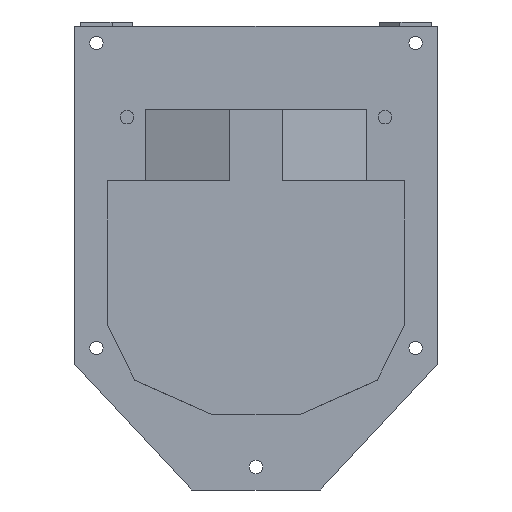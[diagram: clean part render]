
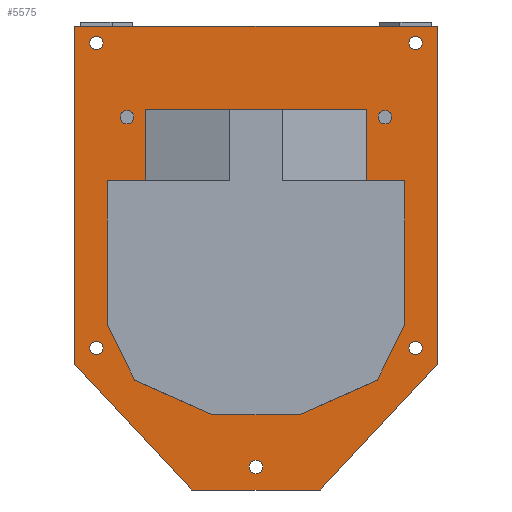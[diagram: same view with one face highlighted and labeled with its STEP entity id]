
A CAD part, front view. The second image highlights one B-rep face of the part: STEP entity #5575.
In plain terms, the highlighted planar face has unit normal (0, -1, 0).
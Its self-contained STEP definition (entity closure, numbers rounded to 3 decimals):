
#51=FACE_BOUND('',#965,.T.);
#52=FACE_BOUND('',#966,.T.);
#53=FACE_BOUND('',#967,.T.);
#54=FACE_BOUND('',#968,.T.);
#55=FACE_BOUND('',#969,.T.);
#56=FACE_BOUND('',#970,.T.);
#57=FACE_BOUND('',#971,.T.);
#58=FACE_BOUND('',#972,.T.);
#59=FACE_BOUND('',#973,.T.);
#60=FACE_BOUND('',#974,.T.);
#338=CIRCLE('',#6043,1.6);
#339=CIRCLE('',#6044,1.6);
#340=CIRCLE('',#6045,1.6);
#341=CIRCLE('',#6046,1.6);
#342=CIRCLE('',#6047,1.6);
#343=CIRCLE('',#6048,1.6);
#344=CIRCLE('',#6049,1.6);
#345=CIRCLE('',#6050,1.6);
#346=CIRCLE('',#6051,1.6);
#651=FACE_OUTER_BOUND('',#964,.T.);
#964=EDGE_LOOP('',(#4775,#4776,#4777,#4778,#4779,#4780));
#965=EDGE_LOOP('',(#4781));
#966=EDGE_LOOP('',(#4782));
#967=EDGE_LOOP('',(#4783));
#968=EDGE_LOOP('',(#4784));
#969=EDGE_LOOP('',(#4785));
#970=EDGE_LOOP('',(#4786));
#971=EDGE_LOOP('',(#4787));
#972=EDGE_LOOP('',(#4788));
#973=EDGE_LOOP('',(#4789));
#974=EDGE_LOOP('',(#4790,#4791,#4792,#4793,#4794,#4795));
#1502=LINE('',#9533,#2066);
#1503=LINE('',#9535,#2067);
#1504=LINE('',#9537,#2068);
#1505=LINE('',#9539,#2069);
#1506=LINE('',#9541,#2070);
#1507=LINE('',#9542,#2071);
#1508=LINE('',#9563,#2072);
#1509=LINE('',#9565,#2073);
#1510=LINE('',#9567,#2074);
#1511=LINE('',#9569,#2075);
#1512=LINE('',#9571,#2076);
#1513=LINE('',#9572,#2077);
#2066=VECTOR('',#7330,10.);
#2067=VECTOR('',#7331,10.);
#2068=VECTOR('',#7332,10.);
#2069=VECTOR('',#7333,10.);
#2070=VECTOR('',#7334,10.);
#2071=VECTOR('',#7335,10.);
#2072=VECTOR('',#7354,10.);
#2073=VECTOR('',#7355,10.);
#2074=VECTOR('',#7356,10.);
#2075=VECTOR('',#7357,10.);
#2076=VECTOR('',#7358,10.);
#2077=VECTOR('',#7359,10.);
#2611=VERTEX_POINT('',#9531);
#2612=VERTEX_POINT('',#9532);
#2613=VERTEX_POINT('',#9534);
#2614=VERTEX_POINT('',#9536);
#2615=VERTEX_POINT('',#9538);
#2616=VERTEX_POINT('',#9540);
#2617=VERTEX_POINT('',#9543);
#2618=VERTEX_POINT('',#9545);
#2619=VERTEX_POINT('',#9547);
#2620=VERTEX_POINT('',#9549);
#2621=VERTEX_POINT('',#9551);
#2622=VERTEX_POINT('',#9553);
#2623=VERTEX_POINT('',#9555);
#2624=VERTEX_POINT('',#9557);
#2625=VERTEX_POINT('',#9559);
#2626=VERTEX_POINT('',#9561);
#2627=VERTEX_POINT('',#9562);
#2628=VERTEX_POINT('',#9564);
#2629=VERTEX_POINT('',#9566);
#2630=VERTEX_POINT('',#9568);
#2631=VERTEX_POINT('',#9570);
#3350=EDGE_CURVE('',#2611,#2612,#1502,.T.);
#3351=EDGE_CURVE('',#2612,#2613,#1503,.T.);
#3352=EDGE_CURVE('',#2613,#2614,#1504,.T.);
#3353=EDGE_CURVE('',#2614,#2615,#1505,.T.);
#3354=EDGE_CURVE('',#2616,#2615,#1506,.T.);
#3355=EDGE_CURVE('',#2616,#2611,#1507,.T.);
#3356=EDGE_CURVE('',#2617,#2617,#338,.T.);
#3357=EDGE_CURVE('',#2618,#2618,#339,.T.);
#3358=EDGE_CURVE('',#2619,#2619,#340,.T.);
#3359=EDGE_CURVE('',#2620,#2620,#341,.T.);
#3360=EDGE_CURVE('',#2621,#2621,#342,.T.);
#3361=EDGE_CURVE('',#2622,#2622,#343,.T.);
#3362=EDGE_CURVE('',#2623,#2623,#344,.T.);
#3363=EDGE_CURVE('',#2624,#2624,#345,.T.);
#3364=EDGE_CURVE('',#2625,#2625,#346,.T.);
#3365=EDGE_CURVE('',#2626,#2627,#1508,.T.);
#3366=EDGE_CURVE('',#2627,#2628,#1509,.T.);
#3367=EDGE_CURVE('',#2628,#2629,#1510,.T.);
#3368=EDGE_CURVE('',#2629,#2630,#1511,.T.);
#3369=EDGE_CURVE('',#2630,#2631,#1512,.T.);
#3370=EDGE_CURVE('',#2631,#2626,#1513,.T.);
#4775=ORIENTED_EDGE('',*,*,#3350,.T.);
#4776=ORIENTED_EDGE('',*,*,#3351,.T.);
#4777=ORIENTED_EDGE('',*,*,#3352,.T.);
#4778=ORIENTED_EDGE('',*,*,#3353,.T.);
#4779=ORIENTED_EDGE('',*,*,#3354,.F.);
#4780=ORIENTED_EDGE('',*,*,#3355,.T.);
#4781=ORIENTED_EDGE('',*,*,#3356,.T.);
#4782=ORIENTED_EDGE('',*,*,#3357,.T.);
#4783=ORIENTED_EDGE('',*,*,#3358,.T.);
#4784=ORIENTED_EDGE('',*,*,#3359,.T.);
#4785=ORIENTED_EDGE('',*,*,#3360,.T.);
#4786=ORIENTED_EDGE('',*,*,#3361,.F.);
#4787=ORIENTED_EDGE('',*,*,#3362,.F.);
#4788=ORIENTED_EDGE('',*,*,#3363,.T.);
#4789=ORIENTED_EDGE('',*,*,#3364,.T.);
#4790=ORIENTED_EDGE('',*,*,#3365,.T.);
#4791=ORIENTED_EDGE('',*,*,#3366,.T.);
#4792=ORIENTED_EDGE('',*,*,#3367,.T.);
#4793=ORIENTED_EDGE('',*,*,#3368,.T.);
#4794=ORIENTED_EDGE('',*,*,#3369,.T.);
#4795=ORIENTED_EDGE('',*,*,#3370,.T.);
#5293=PLANE('',#6042);
#5575=ADVANCED_FACE('',(#651,#51,#52,#53,#54,#55,#56,#57,#58,#59,#60),#5293,
 .T.);
#6042=AXIS2_PLACEMENT_3D('',#9530,#7328,#7329);
#6043=AXIS2_PLACEMENT_3D('',#9544,#7336,#7337);
#6044=AXIS2_PLACEMENT_3D('',#9546,#7338,#7339);
#6045=AXIS2_PLACEMENT_3D('',#9548,#7340,#7341);
#6046=AXIS2_PLACEMENT_3D('',#9550,#7342,#7343);
#6047=AXIS2_PLACEMENT_3D('',#9552,#7344,#7345);
#6048=AXIS2_PLACEMENT_3D('',#9554,#7346,#7347);
#6049=AXIS2_PLACEMENT_3D('',#9556,#7348,#7349);
#6050=AXIS2_PLACEMENT_3D('',#9558,#7350,#7351);
#6051=AXIS2_PLACEMENT_3D('',#9560,#7352,#7353);
#7328=DIRECTION('center_axis',(0.,-1.,0.));
#7329=DIRECTION('ref_axis',(0.,0.,-1.));
#7330=DIRECTION('',(-1.,0.,0.));
#7331=DIRECTION('',(0.,0.,-1.));
#7332=DIRECTION('',(0.682,0.,-0.731));
#7333=DIRECTION('',(1.,0.,0.));
#7334=DIRECTION('',(-0.682,0.,-0.731));
#7335=DIRECTION('',(0.,0.,1.));
#7336=DIRECTION('center_axis',(0.,1.,0.));
#7337=DIRECTION('ref_axis',(0.,0.,1.));
#7338=DIRECTION('center_axis',(0.,1.,0.));
#7339=DIRECTION('ref_axis',(0.,0.,1.));
#7340=DIRECTION('center_axis',(0.,1.,0.));
#7341=DIRECTION('ref_axis',(0.,0.,1.));
#7342=DIRECTION('center_axis',(0.,1.,0.));
#7343=DIRECTION('ref_axis',(0.,0.,1.));
#7344=DIRECTION('center_axis',(0.,1.,0.));
#7345=DIRECTION('ref_axis',(0.,0.,1.));
#7346=DIRECTION('center_axis',(0.,-1.,0.));
#7347=DIRECTION('ref_axis',(0.,0.,
1.));
#7348=DIRECTION('center_axis',(0.,-1.,0.));
#7349=DIRECTION('ref_axis',(0.,0.,
1.));
#7350=DIRECTION('center_axis',(0.,1.,0.));
#7351=DIRECTION('ref_axis',(0.,0.,1.));
#7352=DIRECTION('center_axis',(0.,1.,0.));
#7353=DIRECTION('ref_axis',(0.,0.,1.));
#7354=DIRECTION('',(1.,0.,0.));
#7355=DIRECTION('',(0.,0.,-1.));
#7356=DIRECTION('',(-0.914,0.,-0.406));
#7357=DIRECTION('',(-1.,0.,0.));
#7358=DIRECTION('',(-0.914,0.,0.406));
#7359=DIRECTION('',(0.,0.,1.));
#9530=CARTESIAN_POINT('Origin',(37.417,13.494,12.752));
#9531=CARTESIAN_POINT('',(80.767,13.494,89.752));
#9532=CARTESIAN_POINT('',(-5.977,13.494,89.752));
#9533=CARTESIAN_POINT('',(50.581,13.494,89.752));
#9534=CARTESIAN_POINT('',(-5.977,13.494,8.752));
#9535=CARTESIAN_POINT('',(-5.977,13.494,46.752));
#9536=CARTESIAN_POINT('',(22.023,13.494,-21.248));
#9537=CARTESIAN_POINT('',(10.116,13.494,-8.491));
#9538=CARTESIAN_POINT('',(52.767,13.494,-21.248));
#9539=CARTESIAN_POINT('',(74.767,13.494,-21.248));
#9540=CARTESIAN_POINT('',(80.767,13.494,8.752));
#9541=CARTESIAN_POINT('',(64.674,13.494,-8.491));
#9542=CARTESIAN_POINT('',(80.767,13.494,83.752));
#9543=CARTESIAN_POINT('',(75.602,13.494,84.152));
#9544=CARTESIAN_POINT('Origin',(75.602,13.494,85.752));
#9545=CARTESIAN_POINT('',(75.602,13.494,11.152));
#9546=CARTESIAN_POINT('Origin',(75.602,13.494,12.752));
#9547=CARTESIAN_POINT('',(-0.812,13.494,84.152));
#9548=CARTESIAN_POINT('Origin',(-0.812,13.494,85.752));
#9549=CARTESIAN_POINT('',(-0.812,13.494,11.152));
#9550=CARTESIAN_POINT('Origin',(-0.812,13.494,12.752));
#9551=CARTESIAN_POINT('',(37.417,13.494,-17.348));
#9552=CARTESIAN_POINT('Origin',(37.417,13.494,-15.748));
#9553=CARTESIAN_POINT('',(6.552,13.494,66.352));
#9554=CARTESIAN_POINT('Origin',(6.552,13.494,67.952));
#9555=CARTESIAN_POINT('',(6.552,13.494,16.352));
#9556=CARTESIAN_POINT('Origin',(6.552,13.494,17.952));
#9557=CARTESIAN_POINT('',(68.238,13.494,16.352));
#9558=CARTESIAN_POINT('Origin',(68.238,13.494,17.952));
#9559=CARTESIAN_POINT('',(68.238,13.494,66.352));
#9560=CARTESIAN_POINT('Origin',(68.238,13.494,67.952));
#9561=CARTESIAN_POINT('',(10.973,13.494,69.752));
#9562=CARTESIAN_POINT('',(63.817,13.494,69.752));
#9563=CARTESIAN_POINT('',(24.242,13.494,69.752));
#9564=CARTESIAN_POINT('',(63.817,13.494,3.882));
#9565=CARTESIAN_POINT('',(63.817,13.494,24.502));
#9566=CARTESIAN_POINT('',(47.757,13.494,-3.248));
#9567=CARTESIAN_POINT('',(52.673,13.494,-1.066));
#9568=CARTESIAN_POINT('',(27.033,13.494,-3.248));
#9569=CARTESIAN_POINT('',(47.092,13.494,-3.248));
#9570=CARTESIAN_POINT('',(10.973,13.494,3.882));
#9571=CARTESIAN_POINT('',(22.136,13.494,-1.074));
#9572=CARTESIAN_POINT('',(10.973,13.494,24.502));
